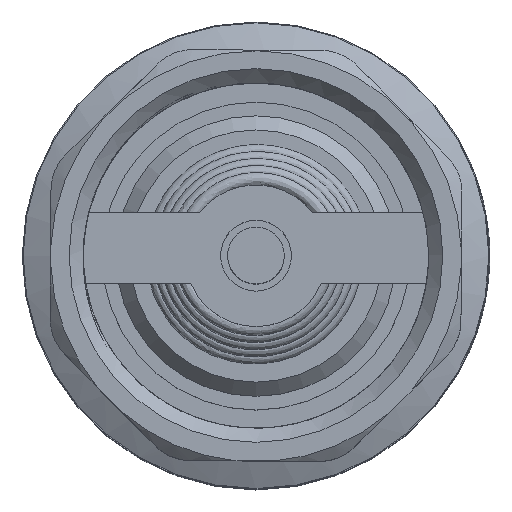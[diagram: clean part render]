
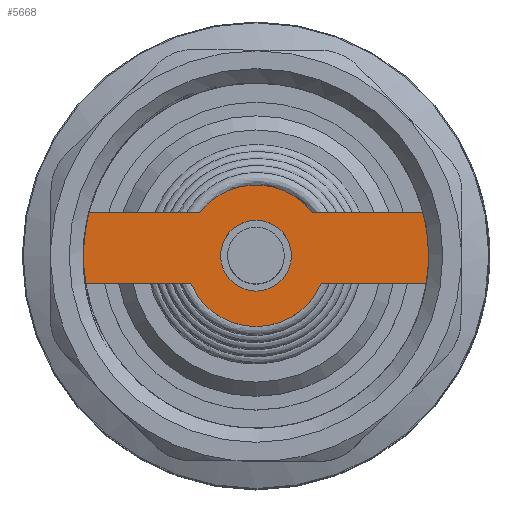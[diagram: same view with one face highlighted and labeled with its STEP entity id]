
A CAD part, top view. The second image highlights one B-rep face of the part: STEP entity #5668.
In plain terms, the highlighted planar face has unit normal (0, 0, 1).
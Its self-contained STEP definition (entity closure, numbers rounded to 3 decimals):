
#269=PLANE('',#6030);
#341=FACE_BOUND('',#886,.T.);
#539=FACE_OUTER_BOUND('',#885,.T.);
#885=EDGE_LOOP('',(#4629,#4630,#4631,#4632,#4633,#4634,#4635,#4636,#4637));
#886=EDGE_LOOP('',(#4638));
#1145=CIRCLE('',#6031,12.194);
#1146=CIRCLE('',#6032,5.);
#1147=CIRCLE('',#6033,12.194);
#1148=CIRCLE('',#6034,12.194);
#1149=CIRCLE('',#6035,5.);
#1150=CIRCLE('',#6036,2.5);
#1769=LINE('',#10241,#2114);
#1771=LINE('',#10249,#2116);
#1772=LINE('',#10255,#2117);
#1773=LINE('',#10258,#2118);
#2114=VECTOR('',#6867,10.);
#2116=VECTOR('',#6875,10.);
#2117=VECTOR('',#6880,10.);
#2118=VECTOR('',#6883,10.);
#2562=VERTEX_POINT('',#10238);
#2563=VERTEX_POINT('',#10240);
#2564=VERTEX_POINT('',#10244);
#2565=VERTEX_POINT('',#10246);
#2566=VERTEX_POINT('',#10248);
#2567=VERTEX_POINT('',#10250);
#2568=VERTEX_POINT('',#10252);
#2569=VERTEX_POINT('',#10254);
#2570=VERTEX_POINT('',#10256);
#2571=VERTEX_POINT('',#10259);
#3294=EDGE_CURVE('',#2563,#2562,#1769,.T.);
#3296=EDGE_CURVE('',#2563,#2564,#1145,.T.);
#3297=EDGE_CURVE('',#2562,#2565,#1146,.T.);
#3298=EDGE_CURVE('',#2565,#2566,#1771,.T.);
#3299=EDGE_CURVE('',#2567,#2566,#1147,.T.);
#3300=EDGE_CURVE('',#2568,#2567,#1148,.T.);
#3301=EDGE_CURVE('',#2568,#2569,#1772,.T.);
#3302=EDGE_CURVE('',#2569,#2570,#1149,.T.);
#3303=EDGE_CURVE('',#2570,#2564,#1773,.T.);
#3304=EDGE_CURVE('',#2571,#2571,#1150,.T.);
#4629=ORIENTED_EDGE('',*,*,#3296,.F.);
#4630=ORIENTED_EDGE('',*,*,#3294,.T.);
#4631=ORIENTED_EDGE('',*,*,#3297,.T.);
#4632=ORIENTED_EDGE('',*,*,#3298,.T.);
#4633=ORIENTED_EDGE('',*,*,#3299,.F.);
#4634=ORIENTED_EDGE('',*,*,#3300,.F.);
#4635=ORIENTED_EDGE('',*,*,#3301,.T.);
#4636=ORIENTED_EDGE('',*,*,#3302,.T.);
#4637=ORIENTED_EDGE('',*,*,#3303,.T.);
#4638=ORIENTED_EDGE('',*,*,#3304,.T.);
#5668=ADVANCED_FACE('',(#539,#341),#269,.T.);
#6030=AXIS2_PLACEMENT_3D('',#10243,#6869,#6870);
#6031=AXIS2_PLACEMENT_3D('',#10245,#6871,#6872);
#6032=AXIS2_PLACEMENT_3D('',#10247,#6873,#6874);
#6033=AXIS2_PLACEMENT_3D('',#10251,#6876,#6877);
#6034=AXIS2_PLACEMENT_3D('',#10253,#6878,#6879);
#6035=AXIS2_PLACEMENT_3D('',#10257,#6881,#6882);
#6036=AXIS2_PLACEMENT_3D('',#10260,#6884,#6885);
#6867=DIRECTION('',(1.,0.,0.));
#6869=DIRECTION('center_axis',(0.,0.,1.));
#6870=DIRECTION('ref_axis',(0.,1.,0.));
#6871=DIRECTION('center_axis',(0.,0.,-1.));
#6872=DIRECTION('ref_axis',(-1.,0.,0.));
#6873=DIRECTION('center_axis',(0.,0.,1.));
#6874=DIRECTION('ref_axis',(-1.,0.,0.));
#6875=DIRECTION('',(1.,0.,0.));
#6876=DIRECTION('center_axis',(0.,0.,-1.));
#6877=DIRECTION('ref_axis',(-1.,0.,0.));
#6878=DIRECTION('center_axis',(0.,0.,-1.));
#6879=DIRECTION('ref_axis',(-1.,0.,0.));
#6880=DIRECTION('',(-1.,0.,0.));
#6881=DIRECTION('center_axis',(0.,0.,1.));
#6882=DIRECTION('ref_axis',(-1.,0.,0.));
#6883=DIRECTION('',(-1.,0.,0.));
#6884=DIRECTION('center_axis',(0.,0.,-1.));
#6885=DIRECTION('ref_axis',(-1.,0.,0.));
#10238=CARTESIAN_POINT('',(-4.598,-1.965,33.));
#10240=CARTESIAN_POINT('',(-12.034,-1.965,33.));
#10241=CARTESIAN_POINT('',(13.517,-1.965,33.));
#10243=CARTESIAN_POINT('Origin',(0.017,0.535,33.));
#10244=CARTESIAN_POINT('',(-11.81,3.035,33.));
#10245=CARTESIAN_POINT('Origin',(0.,0.,33.));
#10246=CARTESIAN_POINT('',(4.598,-1.965,33.));
#10247=CARTESIAN_POINT('Origin',(0.,0.,33.));
#10248=CARTESIAN_POINT('',(12.034,-1.965,33.));
#10249=CARTESIAN_POINT('',(13.517,-1.965,33.));
#10250=CARTESIAN_POINT('',(12.194,0.,33.));
#10251=CARTESIAN_POINT('Origin',(0.,0.,33.));
#10252=CARTESIAN_POINT('',(11.81,3.035,33.));
#10253=CARTESIAN_POINT('Origin',(0.,0.,33.));
#10254=CARTESIAN_POINT('',(3.973,3.035,33.));
#10255=CARTESIAN_POINT('',(-13.483,3.035,33.));
#10256=CARTESIAN_POINT('',(-3.973,3.035,33.));
#10257=CARTESIAN_POINT('Origin',(0.,0.,33.));
#10258=CARTESIAN_POINT('',(-13.483,3.035,33.));
#10259=CARTESIAN_POINT('',(2.5,0.,33.));
#10260=CARTESIAN_POINT('Origin',(0.,0.,33.));
